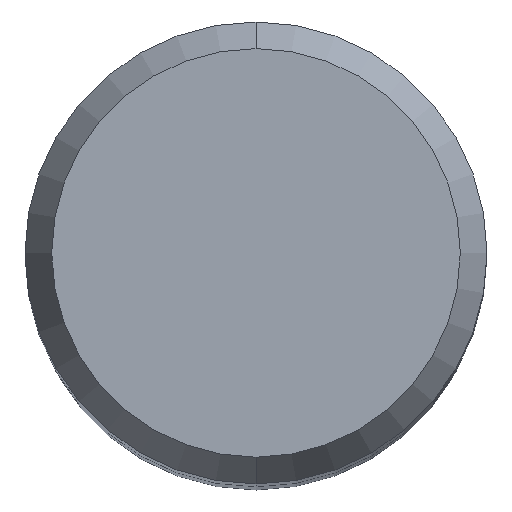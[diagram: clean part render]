
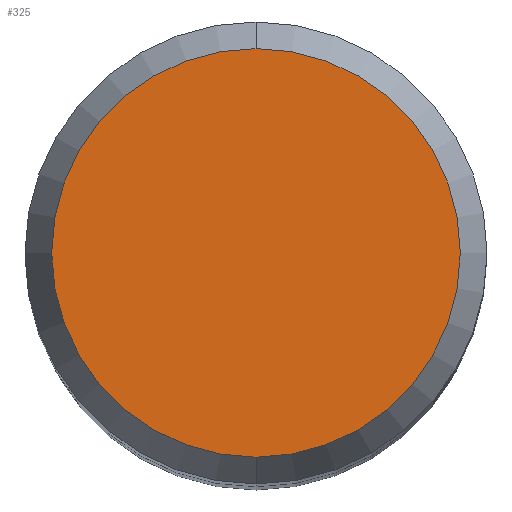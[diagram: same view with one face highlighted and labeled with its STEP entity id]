
A CAD part, top view. The second image highlights one B-rep face of the part: STEP entity #325.
In plain terms, the highlighted planar face has unit normal (0, 0, 1).
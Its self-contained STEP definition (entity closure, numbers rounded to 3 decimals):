
#227=VERTEX_POINT('',#523);
#247=EDGE_CURVE('',#227,#323,#544,.T.);
#323=VERTEX_POINT('',#628);
#325=ADVANCED_FACE('',(#630),#631,.T.);
#439=EDGE_CURVE('',#323,#227,#758,.T.);
#523=CARTESIAN_POINT('',(0.0,3.538,0.0));
#544=CIRCLE('',#1001,3.538);
#628=CARTESIAN_POINT('',(0.,-3.538,0.0));
#630=FACE_OUTER_BOUND('',#1147,.T.);
#631=PLANE('',#1148);
#758=CIRCLE('',#1389,3.538);
#1001=AXIS2_PLACEMENT_3D('',#1474,#1475,#1476);
#1147=EDGE_LOOP('',(#1563,#1564));
#1148=AXIS2_PLACEMENT_3D('',#1565,#1566,#1567);
#1389=AXIS2_PLACEMENT_3D('',#1724,#1725,#1726);
#1474=CARTESIAN_POINT('',(0.0,0.0,0.0));
#1475=DIRECTION('',(0.0,0.0,-1.0));
#1476=DIRECTION('',(0.0,1.0,0.0));
#1563=ORIENTED_EDGE('',*,*,#247,.F.);
#1564=ORIENTED_EDGE('',*,*,#439,.F.);
#1565=CARTESIAN_POINT('',(0.0,1.769,0.0));
#1566=DIRECTION('',(-0.0,0.0,1.0));
#1567=DIRECTION('',(0.0,-1.0,0.0));
#1724=CARTESIAN_POINT('',(0.0,0.0,0.0));
#1725=DIRECTION('',(0.0,0.0,-1.0));
#1726=DIRECTION('',(0.0,1.0,0.0));
